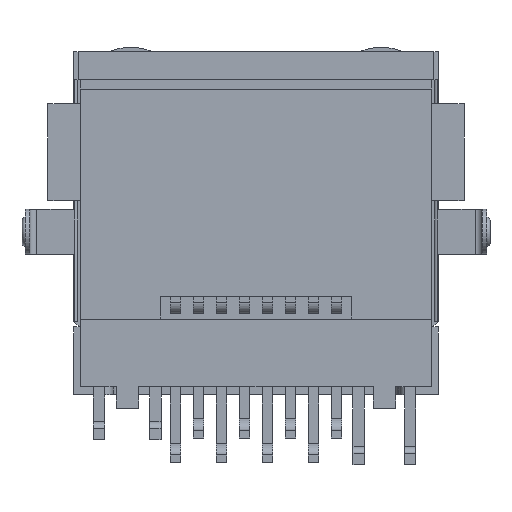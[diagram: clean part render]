
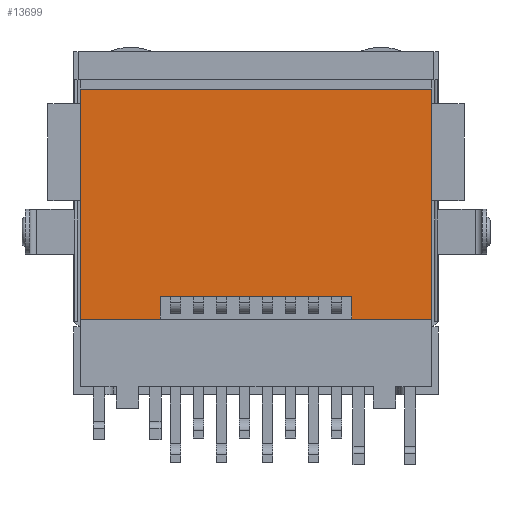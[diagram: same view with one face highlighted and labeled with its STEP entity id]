
A CAD part, front view. The second image highlights one B-rep face of the part: STEP entity #13699.
In plain terms, the highlighted planar face has unit normal (0, -1, 0).
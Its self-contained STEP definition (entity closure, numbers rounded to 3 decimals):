
#3058=DIRECTION('',(1.,0.,0.));
#3059=VECTOR('',#3058,15.58);
#3060=CARTESIAN_POINT('',(-7.79,-5.53,-1.65));
#3061=LINE('',#3060,#3059);
#3065=DIRECTION('',(0.,0.,1.));
#3066=VECTOR('',#3065,10.2);
#3067=CARTESIAN_POINT('',(7.79,-5.53,-11.85));
#3068=LINE('',#3067,#3066);
#3072=DIRECTION('',(-1.,0.,0.));
#3073=VECTOR('',#3072,3.54);
#3074=CARTESIAN_POINT('',(7.79,-5.53,-11.85));
#3075=LINE('',#3074,#3073);
#3079=DIRECTION('',(0.,0.,1.));
#3080=VECTOR('',#3079,1.);
#3081=CARTESIAN_POINT('',(4.25,-5.53,-11.85));
#3082=LINE('',#3081,#3080);
#3086=DIRECTION('',(1.,0.,0.));
#3087=VECTOR('',#3086,8.5);
#3088=CARTESIAN_POINT('',(-4.25,-5.53,-10.85));
#3089=LINE('',#3088,#3087);
#3093=DIRECTION('',(0.,0.,1.));
#3094=VECTOR('',#3093,1.);
#3095=CARTESIAN_POINT('',(-4.25,-5.53,-11.85));
#3096=LINE('',#3095,#3094);
#3100=DIRECTION('',(-1.,0.,0.));
#3101=VECTOR('',#3100,3.54);
#3102=CARTESIAN_POINT('',(-4.25,-5.53,-11.85));
#3103=LINE('',#3102,#3101);
#3107=DIRECTION('',(0.,0.,-1.));
#3108=VECTOR('',#3107,10.2);
#3109=CARTESIAN_POINT('',(-7.79,-5.53,-1.65));
#3110=LINE('',#3109,#3108);
#10855=CARTESIAN_POINT('',(-4.25,-5.53,-10.85));
#10856=CARTESIAN_POINT('',(4.25,-5.53,-10.85));
#10857=VERTEX_POINT('',#10855);
#10858=VERTEX_POINT('',#10856);
#10859=CARTESIAN_POINT('',(4.25,-5.53,-11.85));
#10860=VERTEX_POINT('',#10859);
#10861=CARTESIAN_POINT('',(-4.25,-5.53,-11.85));
#10862=VERTEX_POINT('',#10861);
#11650=CARTESIAN_POINT('',(-7.79,-5.53,-1.65));
#11651=CARTESIAN_POINT('',(-7.79,-5.53,-11.85));
#11652=VERTEX_POINT('',#11650);
#11653=VERTEX_POINT('',#11651);
#11654=CARTESIAN_POINT('',(7.79,-5.53,-11.85));
#11655=CARTESIAN_POINT('',(7.79,-5.53,-1.65));
#11656=VERTEX_POINT('',#11654);
#11657=VERTEX_POINT('',#11655);
#13681=CARTESIAN_POINT('',(-7.89,-5.53,0.));
#13682=DIRECTION('',(0.,-1.,0.));
#13683=DIRECTION('',(1.,0.,0.));
#13684=AXIS2_PLACEMENT_3D('',#13681,#13682,#13683);
#13685=PLANE('',#13684);
#13686=ORIENTED_EDGE('',*,*,#13600,.T.);
#13687=ORIENTED_EDGE('',*,*,#13614,.F.);
#13688=ORIENTED_EDGE('',*,*,#13642,.T.);
#13690=ORIENTED_EDGE('',*,*,#13689,.T.);
#13692=ORIENTED_EDGE('',*,*,#13691,.F.);
#13694=ORIENTED_EDGE('',*,*,#13693,.F.);
#13695=ORIENTED_EDGE('',*,*,#13647,.T.);
#13696=ORIENTED_EDGE('',*,*,#13500,.F.);
#13697=EDGE_LOOP('',(#13686,#13687,#13688,#13690,#13692,#13694,#13695,#13696));
#13698=FACE_OUTER_BOUND('',#13697,.F.);
#13500=EDGE_CURVE('',#11652,#11653,#3110,.T.);
#13600=EDGE_CURVE('',#11652,#11657,#3061,.T.);
#13614=EDGE_CURVE('',#11656,#11657,#3068,.T.);
#13642=EDGE_CURVE('',#11656,#10860,#3075,.T.);
#13647=EDGE_CURVE('',#10862,#11653,#3103,.T.);
#13689=EDGE_CURVE('',#10860,#10858,#3082,.T.);
#13691=EDGE_CURVE('',#10857,#10858,#3089,.T.);
#13693=EDGE_CURVE('',#10862,#10857,#3096,.T.);
#13699=ADVANCED_FACE('',(#13698),#13685,.T.);
